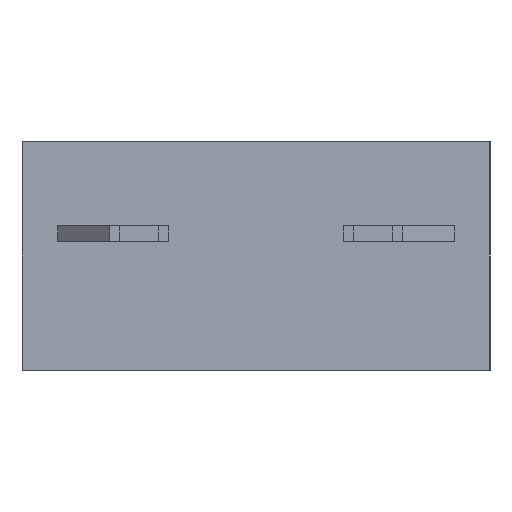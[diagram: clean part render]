
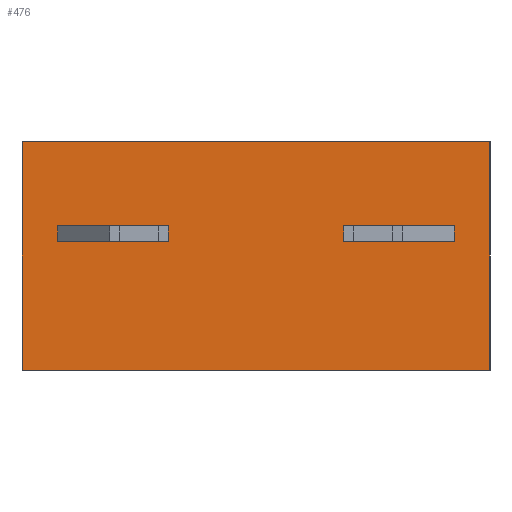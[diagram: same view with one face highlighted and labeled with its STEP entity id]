
A CAD part, front view. The second image highlights one B-rep face of the part: STEP entity #476.
In plain terms, the highlighted planar face has unit normal (0, -1, 0).
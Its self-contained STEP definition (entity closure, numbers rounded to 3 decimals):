
#398=CARTESIAN_POINT('',(-5.08,9.85,2.35));
#399=VERTEX_POINT('',#398);
#407=CARTESIAN_POINT('',(-5.08,9.85,-2.6));
#408=VERTEX_POINT('',#407);
#415=CARTESIAN_POINT('',(-5.08,9.85,-2.6));
#416=DIRECTION('',(0.0,0.0,1.0));
#417=VECTOR('',#416,4.95);
#418=LINE('',#415,#417);
#419=EDGE_CURVE('',#408,#399,#418,.T.);
#429=CARTESIAN_POINT('',(5.08,9.85,2.35));
#430=VERTEX_POINT('',#429);
#437=CARTESIAN_POINT('',(5.08,9.85,-2.6));
#438=VERTEX_POINT('',#437);
#439=CARTESIAN_POINT('',(5.08,9.85,-2.6));
#440=DIRECTION('',(0.0,0.0,1.0));
#441=VECTOR('',#440,4.95);
#442=LINE('',#439,#441);
#443=EDGE_CURVE('',#438,#430,#442,.T.);
#455=CARTESIAN_POINT('',(5.08,9.85,-2.6));
#456=DIRECTION('',(0.0,-1.0,0.0));
#457=DIRECTION('',(0.0,0.0,-1.0));
#458=AXIS2_PLACEMENT_3D('',#455,#456,#457);
#459=PLANE('',#458);
#460=CARTESIAN_POINT('',(5.08,9.85,2.35));
#461=DIRECTION('',(-1.0,0.0,0.0));
#462=VECTOR('',#461,10.16);
#463=LINE('',#460,#462);
#464=EDGE_CURVE('',#430,#399,#463,.T.);
#465=ORIENTED_EDGE('',*,*,#464,.T.);
#466=ORIENTED_EDGE('',*,*,#419,.F.);
#467=CARTESIAN_POINT('',(5.08,9.85,-2.6));
#468=DIRECTION('',(-1.0,0.0,0.0));
#469=VECTOR('',#468,10.16);
#470=LINE('',#467,#469);
#471=EDGE_CURVE('',#438,#408,#470,.T.);
#472=ORIENTED_EDGE('',*,*,#471,.F.);
#473=ORIENTED_EDGE('',*,*,#443,.T.);
#474=EDGE_LOOP('',(#465,#466,#472,#473));
#475=FACE_OUTER_BOUND('',#474,.T.);
#476=ADVANCED_FACE('',(#475),#459,.T.);
